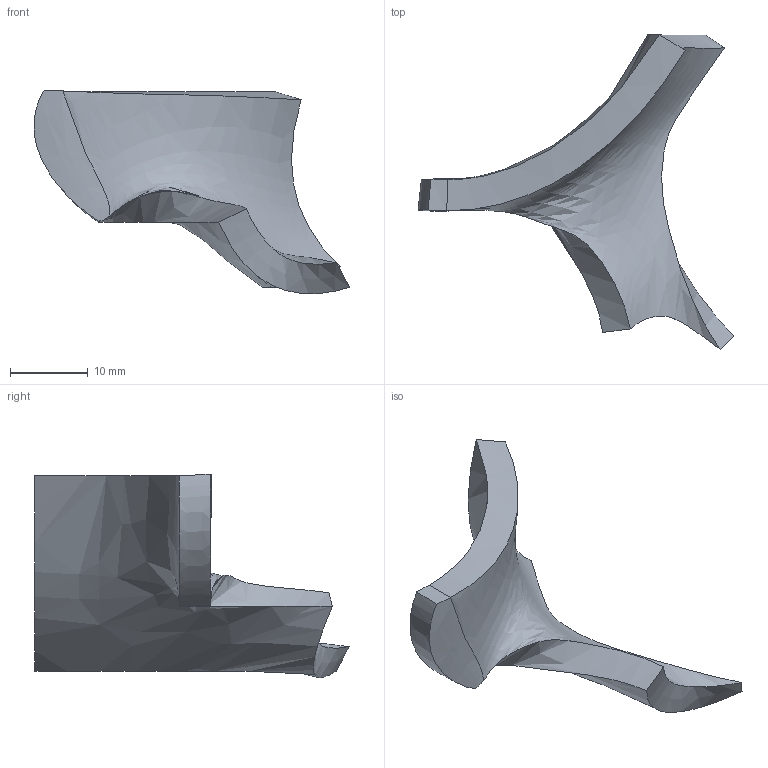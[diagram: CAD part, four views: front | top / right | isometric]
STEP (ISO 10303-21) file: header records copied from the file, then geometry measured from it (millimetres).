
FILE_DESCRIPTION (( 'STEP AP214' ), '1' );
FILE_NAME ('Oberflaechenzusammengefuegt.STEP', '2012-08-08T12:18:47', ( 'Richard Bergner Holding GmbH & Co. KG' ), ( 'Richard Bergner Holding GmbH & Co. KG' ), 'SwSTEP 2.0', 'SolidWorks 2012', '' );
FILE_SCHEMA (( 'AUTOMOTIVE_DESIGN' ));
Length unit declared in the file: millimetre
Products named in the file (1): Oberflaechenzusammengefuegt
Bounding box: 40.67 x 40.44 x 26.2 mm (x, y, z)
Volume: 4314.3 mm3; surface area: 2849.9 mm2
Topology: 1 solids, 1 shells, 10 faces, 23 edges, 15 vertices
Faces by surface type: bspline 10
Entity records: 22108 total; most frequent: CARTESIAN_POINT 21920, ORIENTED_EDGE 46, EDGE_CURVE 23, B_SPLINE_CURVE_WITH_KNOTS 23, VERTEX_POINT 15, FACE_OUTER_BOUND 10, EDGE_LOOP 10, B_SPLINE_SURFACE_WITH_KNOTS 10
